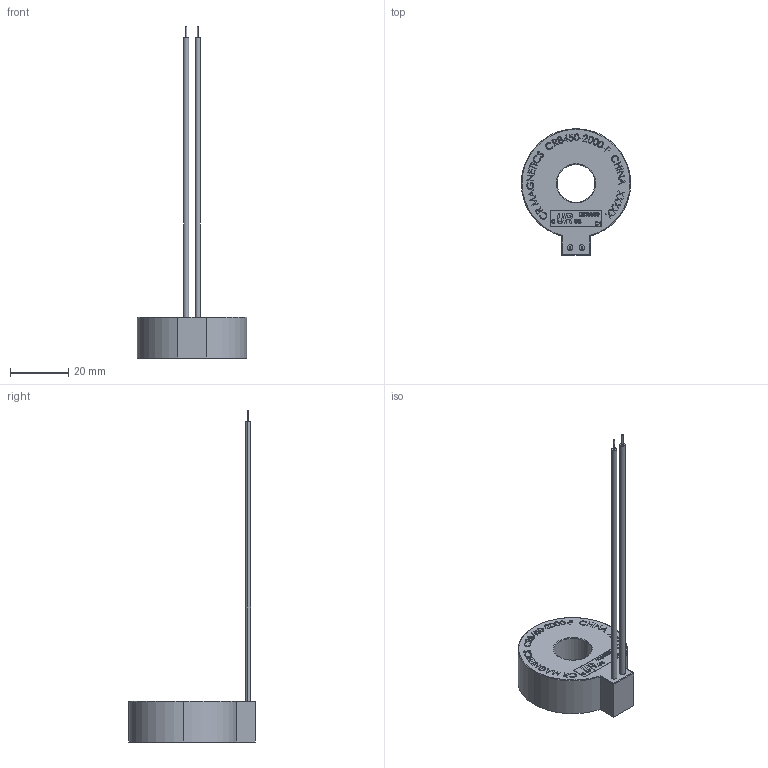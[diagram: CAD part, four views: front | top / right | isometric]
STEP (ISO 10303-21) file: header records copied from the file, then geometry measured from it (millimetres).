
FILE_DESCRIPTION (( 'STEP AP203' ), '1' );
FILE_NAME ('CR8450-2000-F.STEP', '2023-08-28T17:08:46', ( '' ), ( '' ), 'SwSTEP 2.0', 'SolidWorks 2022', '' );
FILE_SCHEMA (( 'CONFIG_CONTROL_DESIGN' ));
Length unit declared in the file: inch
Products named in the file (1): CR8450-2000-F
Bounding box: 37.5 x 43.4 x 113.83 mm (x, y, z)
Volume: 14822.3 mm3; surface area: 5573.1 mm2
Topology: 1 solids, 1 shells, 678 faces, 1799 edges, 1194 vertices
Faces by surface type: plane 388, bspline 254, cylinder 26, torus 10
Entity records: 36218 total; most frequent: CARTESIAN_POINT 20992, ORIENTED_EDGE 3598, DIRECTION 2191, EDGE_CURVE 1799, VECTOR 1225, LINE 1225, VERTEX_POINT 1194, EDGE_LOOP 751
